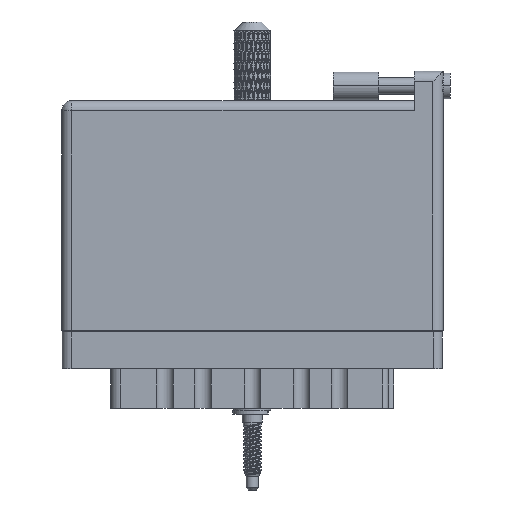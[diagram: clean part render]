
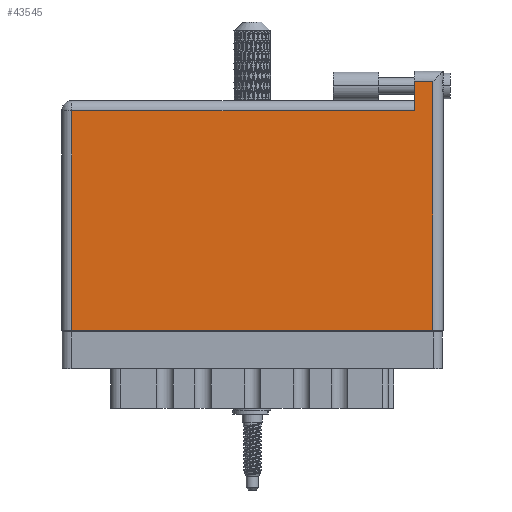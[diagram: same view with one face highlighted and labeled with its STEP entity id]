
A CAD part, front view. The second image highlights one B-rep face of the part: STEP entity #43545.
In plain terms, the highlighted face is planar.
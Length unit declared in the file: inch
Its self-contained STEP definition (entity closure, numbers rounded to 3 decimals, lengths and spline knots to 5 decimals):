
#3186 = LINE ( 'NONE', #113489, #113524 ) ;
#3248 = VERTEX_POINT ( 'NONE', #24325 ) ;
#3352 = AXIS2_PLACEMENT_3D ( 'NONE', #53928, #35840, #34669 ) ;
#4026 = LINE ( 'NONE', #113144, #43737 ) ;
#6382 = ORIENTED_EDGE ( 'NONE', *, *, #95091, .T. ) ;
#6945 = PLANE ( 'NONE',  #3352 ) ;
#8623 = ORIENTED_EDGE ( 'NONE', *, *, #95711, .T. ) ;
#9242 = CARTESIAN_POINT ( 'NONE',  ( 0., 0., 0. ) ) ;
#11155 = VERTEX_POINT ( 'NONE', #54018 ) ;
#15800 = LINE ( 'NONE', #108056, #27366 ) ;
#15981 = FACE_OUTER_BOUND ( 'NONE', #25056, .T. ) ;
#16616 = CARTESIAN_POINT ( 'NONE',  ( 0.07, 1.496, 0. ) ) ;
#17246 = LINE ( 'NONE', #54032, #98487 ) ;
#19909 = VERTEX_POINT ( 'NONE', #33504 ) ;
#23326 = EDGE_CURVE ( 'NONE', #88864, #59638, #28789, .T. ) ;
#23642 = DIRECTION ( 'NONE',  ( 0., -1., 0. ) ) ;
#23931 = EDGE_CURVE ( 'NONE', #11155, #54106, #84602, .T. ) ;
#24325 = CARTESIAN_POINT ( 'NONE',  ( 2.53, 1.696, 0. ) ) ;
#25056 = EDGE_LOOP ( 'NONE', ( #35231, #106939, #75271, #6382, #82936, #8623 ) ) ;
#27366 = VECTOR ( 'NONE', #23642, 39.37008 ) ;
#28789 = LINE ( 'NONE', #48653, #44542 ) ;
#33504 = CARTESIAN_POINT ( 'NONE',  ( 2.403, 1.696, 0. ) ) ;
#34669 = DIRECTION ( 'NONE',  ( -1., 0., 0. ) ) ;
#35231 = ORIENTED_EDGE ( 'NONE', *, *, #23931, .T. ) ;
#35840 = DIRECTION ( 'NONE',  ( 0., 0., -1. ) ) ;
#42181 = EDGE_CURVE ( 'NONE', #3248, #19909, #4026, .T. ) ;
#43545 = ADVANCED_FACE ( 'NONE', ( #15981 ), #6945, .F. ) ;
#43737 = VECTOR ( 'NONE', #69739, 39.37008 ) ;
#44542 = VECTOR ( 'NONE', #75212, 39.37008 ) ;
#48653 = CARTESIAN_POINT ( 'NONE',  ( 0., 1.496, 0. ) ) ;
#53928 = CARTESIAN_POINT ( 'NONE',  ( 0., 1.566, 0. ) ) ;
#54018 = CARTESIAN_POINT ( 'NONE',  ( 0.07, 0., 0. ) ) ;
#54032 = CARTESIAN_POINT ( 'NONE',  ( 2.403, 1.766, 0. ) ) ;
#54106 = VERTEX_POINT ( 'NONE', #86452 ) ;
#59638 = VERTEX_POINT ( 'NONE', #16616 ) ;
#69507 = VECTOR ( 'NONE', #83411, 39.37008 ) ;
#69739 = DIRECTION ( 'NONE',  ( -1., 0., 0. ) ) ;
#75212 = DIRECTION ( 'NONE',  ( -1., 0., 0. ) ) ;
#75271 = ORIENTED_EDGE ( 'NONE', *, *, #42181, .T. ) ;
#81761 = DIRECTION ( 'NONE',  ( 0., -1., 0. ) ) ;
#82936 = ORIENTED_EDGE ( 'NONE', *, *, #23326, .T. ) ;
#83411 = DIRECTION ( 'NONE',  ( 1., 0., 0. ) ) ;
#84602 = LINE ( 'NONE', #9242, #69507 ) ;
#84780 = CARTESIAN_POINT ( 'NONE',  ( 2.403, 1.496, 0. ) ) ;
#86452 = CARTESIAN_POINT ( 'NONE',  ( 2.53, 0., 0. ) ) ;
#88864 = VERTEX_POINT ( 'NONE', #84780 ) ;
#95091 = EDGE_CURVE ( 'NONE', #19909, #88864, #17246, .T. ) ;
#95711 = EDGE_CURVE ( 'NONE', #59638, #11155, #15800, .T. ) ;
#96019 = DIRECTION ( 'NONE',  ( 0., 1., 0. ) ) ;
#98487 = VECTOR ( 'NONE', #81761, 39.37008 ) ;
#102476 = EDGE_CURVE ( 'NONE', #54106, #3248, #3186, .T. ) ;
#106939 = ORIENTED_EDGE ( 'NONE', *, *, #102476, .T. ) ;
#108056 = CARTESIAN_POINT ( 'NONE',  ( 0.07, 0., 0. ) ) ;
#113144 = CARTESIAN_POINT ( 'NONE',  ( 0., 1.696, 0. ) ) ;
#113489 = CARTESIAN_POINT ( 'NONE',  ( 2.53, 1.766, 0. ) ) ;
#113524 = VECTOR ( 'NONE', #96019, 39.37008 ) ;
